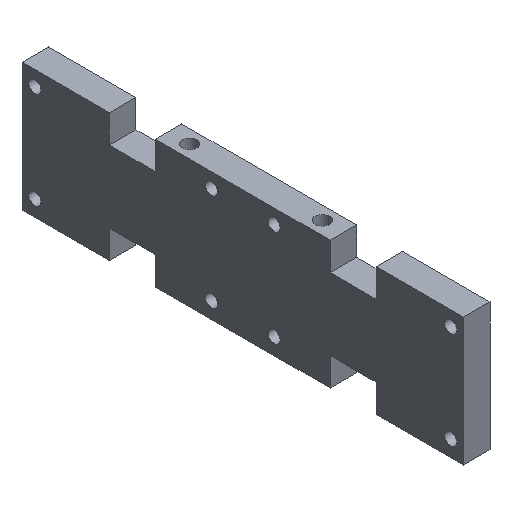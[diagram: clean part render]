
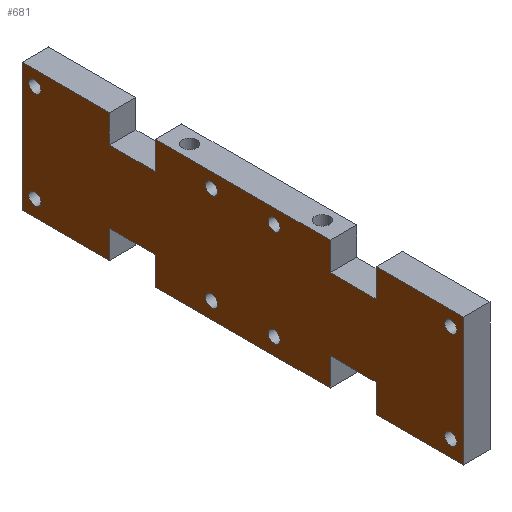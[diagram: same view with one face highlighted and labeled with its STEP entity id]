
A CAD part, isometric view. The second image highlights one B-rep face of the part: STEP entity #681.
In plain terms, the highlighted planar face has unit normal (-1, 0, 0).
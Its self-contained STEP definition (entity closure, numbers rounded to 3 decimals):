
#15=FACE_BOUND('',#126,.T.);
#16=FACE_BOUND('',#127,.T.);
#17=FACE_BOUND('',#128,.T.);
#18=FACE_BOUND('',#129,.T.);
#19=FACE_BOUND('',#130,.T.);
#20=FACE_BOUND('',#131,.T.);
#21=FACE_BOUND('',#132,.T.);
#22=FACE_BOUND('',#133,.T.);
#47=PLANE('',#758);
#91=FACE_OUTER_BOUND('',#125,.T.);
#125=EDGE_LOOP('',(#571,#572,#573,#574,#575,#576,#577,#578,#579,#580,#581,
#582,#583,#584,#585,#586,#587,#588,#589,#590));
#126=EDGE_LOOP('',(#591));
#127=EDGE_LOOP('',(#592));
#128=EDGE_LOOP('',(#593));
#129=EDGE_LOOP('',(#594));
#130=EDGE_LOOP('',(#595));
#131=EDGE_LOOP('',(#596));
#132=EDGE_LOOP('',(#597));
#133=EDGE_LOOP('',(#598));
#163=LINE('',#1018,#235);
#167=LINE('',#1026,#239);
#170=LINE('',#1032,#242);
#173=LINE('',#1039,#245);
#177=LINE('',#1047,#249);
#180=LINE('',#1053,#252);
#183=LINE('',#1060,#255);
#187=LINE('',#1069,#259);
#191=LINE('',#1076,#263);
#193=LINE('',#1081,#265);
#197=LINE('',#1090,#269);
#201=LINE('',#1097,#273);
#205=LINE('',#1104,#277);
#206=LINE('',#1107,#278);
#209=LINE('',#1112,#281);
#210=LINE('',#1114,#282);
#211=LINE('',#1115,#283);
#212=LINE('',#1116,#284);
#213=LINE('',#1118,#285);
#214=LINE('',#1119,#286);
#235=VECTOR('',#846,10.);
#239=VECTOR('',#852,10.);
#242=VECTOR('',#857,10.);
#245=VECTOR('',#862,10.);
#249=VECTOR('',#868,10.);
#252=VECTOR('',#873,10.);
#255=VECTOR('',#878,10.);
#259=VECTOR('',#884,10.);
#263=VECTOR('',#890,10.);
#265=VECTOR('',#894,10.);
#269=VECTOR('',#900,10.);
#273=VECTOR('',#906,10.);
#277=VECTOR('',#912,10.);
#278=VECTOR('',#915,10.);
#281=VECTOR('',#920,10.);
#282=VECTOR('',#921,10.);
#283=VECTOR('',#922,10.);
#284=VECTOR('',#923,10.);
#285=VECTOR('',#924,10.);
#286=VECTOR('',#925,10.);
#300=CIRCLE('',#722,1.35);
#302=CIRCLE('',#725,1.35);
#304=CIRCLE('',#728,1.35);
#306=CIRCLE('',#731,1.35);
#308=CIRCLE('',#734,1.35);
#310=CIRCLE('',#737,1.35);
#312=CIRCLE('',#740,1.35);
#314=CIRCLE('',#743,1.35);
#322=VERTEX_POINT('',#970);
#324=VERTEX_POINT('',#976);
#326=VERTEX_POINT('',#982);
#328=VERTEX_POINT('',#988);
#330=VERTEX_POINT('',#994);
#332=VERTEX_POINT('',#1000);
#334=VERTEX_POINT('',#1006);
#336=VERTEX_POINT('',#1012);
#337=VERTEX_POINT('',#1016);
#338=VERTEX_POINT('',#1017);
#341=VERTEX_POINT('',#1025);
#343=VERTEX_POINT('',#1031);
#345=VERTEX_POINT('',#1037);
#346=VERTEX_POINT('',#1038);
#349=VERTEX_POINT('',#1046);
#351=VERTEX_POINT('',#1052);
#353=VERTEX_POINT('',#1058);
#354=VERTEX_POINT('',#1059);
#357=VERTEX_POINT('',#1067);
#358=VERTEX_POINT('',#1068);
#361=VERTEX_POINT('',#1079);
#362=VERTEX_POINT('',#1080);
#365=VERTEX_POINT('',#1088);
#366=VERTEX_POINT('',#1089);
#370=VERTEX_POINT('',#1102);
#371=VERTEX_POINT('',#1106);
#373=VERTEX_POINT('',#1113);
#374=VERTEX_POINT('',#1117);
#387=EDGE_CURVE('',#322,#322,#300,.T.);
#390=EDGE_CURVE('',#324,#324,#302,.T.);
#393=EDGE_CURVE('',#326,#326,#304,.T.);
#396=EDGE_CURVE('',#328,#328,#306,.T.);
#399=EDGE_CURVE('',#330,#330,#308,.T.);
#402=EDGE_CURVE('',#332,#332,#310,.T.);
#405=EDGE_CURVE('',#334,#334,#312,.T.);
#408=EDGE_CURVE('',#336,#336,#314,.T.);
#409=EDGE_CURVE('',#337,#338,#163,.T.);
#413=EDGE_CURVE('',#338,#341,#167,.T.);
#416=EDGE_CURVE('',#343,#337,#170,.T.);
#419=EDGE_CURVE('',#345,#346,#173,.T.);
#423=EDGE_CURVE('',#349,#345,#177,.T.);
#426=EDGE_CURVE('',#346,#351,#180,.T.);
#429=EDGE_CURVE('',#353,#354,#183,.T.);
#433=EDGE_CURVE('',#357,#358,#187,.T.);
#437=EDGE_CURVE('',#358,#353,#191,.T.);
#439=EDGE_CURVE('',#361,#362,#193,.T.);
#443=EDGE_CURVE('',#365,#366,#197,.T.);
#447=EDGE_CURVE('',#362,#365,#201,.T.);
#451=EDGE_CURVE('',#370,#354,#205,.T.);
#452=EDGE_CURVE('',#349,#371,#206,.T.);
#455=EDGE_CURVE('',#341,#361,#209,.T.);
#456=EDGE_CURVE('',#366,#373,#210,.T.);
#457=EDGE_CURVE('',#371,#373,#211,.T.);
#458=EDGE_CURVE('',#357,#351,#212,.T.);
#459=EDGE_CURVE('',#374,#370,#213,.T.);
#460=EDGE_CURVE('',#374,#343,#214,.T.);
#571=ORIENTED_EDGE('',*,*,#416,.T.);
#572=ORIENTED_EDGE('',*,*,#409,.T.);
#573=ORIENTED_EDGE('',*,*,#413,.T.);
#574=ORIENTED_EDGE('',*,*,#455,.T.);
#575=ORIENTED_EDGE('',*,*,#439,.T.);
#576=ORIENTED_EDGE('',*,*,#447,.T.);
#577=ORIENTED_EDGE('',*,*,#443,.T.);
#578=ORIENTED_EDGE('',*,*,#456,.T.);
#579=ORIENTED_EDGE('',*,*,#457,.F.);
#580=ORIENTED_EDGE('',*,*,#452,.F.);
#581=ORIENTED_EDGE('',*,*,#423,.T.);
#582=ORIENTED_EDGE('',*,*,#419,.T.);
#583=ORIENTED_EDGE('',*,*,#426,.T.);
#584=ORIENTED_EDGE('',*,*,#458,.F.);
#585=ORIENTED_EDGE('',*,*,#433,.T.);
#586=ORIENTED_EDGE('',*,*,#437,.T.);
#587=ORIENTED_EDGE('',*,*,#429,.T.);
#588=ORIENTED_EDGE('',*,*,#451,.F.);
#589=ORIENTED_EDGE('',*,*,#459,.F.);
#590=ORIENTED_EDGE('',*,*,#460,.T.);
#591=ORIENTED_EDGE('',*,*,#387,.T.);
#592=ORIENTED_EDGE('',*,*,#390,.T.);
#593=ORIENTED_EDGE('',*,*,#393,.T.);
#594=ORIENTED_EDGE('',*,*,#396,.T.);
#595=ORIENTED_EDGE('',*,*,#399,.T.);
#596=ORIENTED_EDGE('',*,*,#402,.T.);
#597=ORIENTED_EDGE('',*,*,#405,.T.);
#598=ORIENTED_EDGE('',*,*,#408,.T.);
#681=ADVANCED_FACE('',(#91,#15,#16,#17,#18,#19,#20,#21,#22),#47,.F.);
#722=AXIS2_PLACEMENT_3D('',#972,#793,#794);
#725=AXIS2_PLACEMENT_3D('',#978,#800,#801);
#728=AXIS2_PLACEMENT_3D('',#984,#807,#808);
#731=AXIS2_PLACEMENT_3D('',#990,#814,#815);
#734=AXIS2_PLACEMENT_3D('',#996,#821,#822);
#737=AXIS2_PLACEMENT_3D('',#1002,#828,#829);
#740=AXIS2_PLACEMENT_3D('',#1008,#835,#836);
#743=AXIS2_PLACEMENT_3D('',#1014,#842,#843);
#758=AXIS2_PLACEMENT_3D('',#1111,#918,#919);
#793=DIRECTION('center_axis',(1.,0.,0.));
#794=DIRECTION('ref_axis',(0.,0.,-1.));
#800=DIRECTION('center_axis',(1.,0.,0.));
#801=DIRECTION('ref_axis',(0.,0.,-1.));
#807=DIRECTION('center_axis',(1.,0.,0.));
#808=DIRECTION('ref_axis',(0.,0.,-1.));
#814=DIRECTION('center_axis',(1.,0.,0.));
#815=DIRECTION('ref_axis',(0.,0.,-1.));
#821=DIRECTION('center_axis',(1.,0.,0.));
#822=DIRECTION('ref_axis',(0.,0.,-1.));
#828=DIRECTION('center_axis',(1.,0.,0.));
#829=DIRECTION('ref_axis',(0.,0.,-1.));
#835=DIRECTION('center_axis',(1.,0.,0.));
#836=DIRECTION('ref_axis',(0.,0.,-1.));
#842=DIRECTION('center_axis',(1.,0.,0.));
#843=DIRECTION('ref_axis',(0.,0.,-1.));
#846=DIRECTION('',(0.,1.,0.));
#852=DIRECTION('',(0.,0.,1.));
#857=DIRECTION('',(0.,0.,-1.));
#862=DIRECTION('',(0.,-1.,0.));
#868=DIRECTION('',(0.,0.,1.));
#873=DIRECTION('',(0.,0.,-1.));
#878=DIRECTION('',(0.,0.,-1.));
#884=DIRECTION('',(0.,0.,1.));
#890=DIRECTION('',(0.,-1.,0.));
#894=DIRECTION('',(0.,0.,-1.));
#900=DIRECTION('',(0.,0.,1.));
#906=DIRECTION('',(0.,1.,0.));
#912=DIRECTION('',(0.,1.,0.));
#915=DIRECTION('',(0.,1.,0.));
#918=DIRECTION('center_axis',(1.,0.,0.));
#919=DIRECTION('ref_axis',(0.,0.,-1.));
#920=DIRECTION('',(0.,1.,0.));
#921=DIRECTION('',(0.,1.,0.));
#922=DIRECTION('',(0.,0.,1.));
#923=DIRECTION('',(0.,1.,0.));
#924=DIRECTION('',(0.,0.,-1.));
#925=DIRECTION('',(0.,1.,0.));
#970=CARTESIAN_POINT('',(0.,-0.591,-23.953));
#972=CARTESIAN_POINT('Origin',(0.,-0.591,-25.303));
#976=CARTESIAN_POINT('',(0.,-0.591,-1.953));
#978=CARTESIAN_POINT('Origin',(0.,-0.591,-3.303));
#982=CARTESIAN_POINT('',(0.,39.409,-1.953));
#984=CARTESIAN_POINT('Origin',(0.,39.409,-3.303));
#988=CARTESIAN_POINT('',(0.,39.409,-23.953));
#990=CARTESIAN_POINT('Origin',(0.,39.409,-25.303));
#994=CARTESIAN_POINT('',(0.,53.591,-23.953));
#996=CARTESIAN_POINT('Origin',(0.,53.591,-25.303));
#1000=CARTESIAN_POINT('',(0.,53.591,-1.953));
#1002=CARTESIAN_POINT('Origin',(0.,53.591,-3.303));
#1006=CARTESIAN_POINT('',(0.,93.591,-1.953));
#1008=CARTESIAN_POINT('Origin',(0.,93.591,-3.303));
#1012=CARTESIAN_POINT('',(0.,93.591,-23.953));
#1014=CARTESIAN_POINT('Origin',(0.,93.591,-25.303));
#1016=CARTESIAN_POINT('',(0.,16.31,-6.35));
#1017=CARTESIAN_POINT('',(0.,26.71,-6.35));
#1018=CARTESIAN_POINT('',(0.,36.605,-6.35));
#1025=CARTESIAN_POINT('',(0.,26.71,0.));
#1026=CARTESIAN_POINT('',(0.,26.71,-7.25));
#1031=CARTESIAN_POINT('',(0.,16.31,0.));
#1032=CARTESIAN_POINT('',(0.,16.31,-10.425));
#1037=CARTESIAN_POINT('',(0.,76.69,-22.65));
#1038=CARTESIAN_POINT('',(0.,66.29,-22.65));
#1039=CARTESIAN_POINT('',(0.,56.395,-22.65));
#1046=CARTESIAN_POINT('',(0.,76.69,-29.));
#1047=CARTESIAN_POINT('',(0.,76.69,-18.575));
#1052=CARTESIAN_POINT('',(0.,66.29,-29.));
#1053=CARTESIAN_POINT('',(0.,66.29,-21.75));
#1058=CARTESIAN_POINT('',(0.,16.31,-22.65));
#1059=CARTESIAN_POINT('',(0.,16.31,-29.));
#1060=CARTESIAN_POINT('',(0.,16.31,-21.75));
#1067=CARTESIAN_POINT('',(0.,26.71,-29.));
#1068=CARTESIAN_POINT('',(0.,26.71,-22.65));
#1069=CARTESIAN_POINT('',(0.,26.71,-18.575));
#1076=CARTESIAN_POINT('',(0.,31.405,-22.65));
#1079=CARTESIAN_POINT('',(0.,66.29,0.));
#1080=CARTESIAN_POINT('',(0.,66.29,-6.35));
#1081=CARTESIAN_POINT('',(0.,66.29,-10.425));
#1088=CARTESIAN_POINT('',(0.,76.69,-6.35));
#1089=CARTESIAN_POINT('',(0.,76.69,0.));
#1090=CARTESIAN_POINT('',(0.,76.69,-7.25));
#1097=CARTESIAN_POINT('',(0.,61.595,-6.35));
#1102=CARTESIAN_POINT('',(0.,-3.5,-29.));
#1104=CARTESIAN_POINT('',(0.,0.,-29.));
#1106=CARTESIAN_POINT('',(0.,96.5,-29.));
#1107=CARTESIAN_POINT('',(0.,0.,-29.));
#1111=CARTESIAN_POINT('Origin',(0.,46.5,-14.5));
#1112=CARTESIAN_POINT('',(0.,93.,0.));
#1113=CARTESIAN_POINT('',(0.,96.5,0.));
#1114=CARTESIAN_POINT('',(0.,93.,0.));
#1115=CARTESIAN_POINT('',(0.,96.5,-29.));
#1116=CARTESIAN_POINT('',(0.,0.,-29.));
#1117=CARTESIAN_POINT('',(0.,-3.5,0.));
#1118=CARTESIAN_POINT('',(0.,-3.5,0.));
#1119=CARTESIAN_POINT('',(0.,93.,0.));
